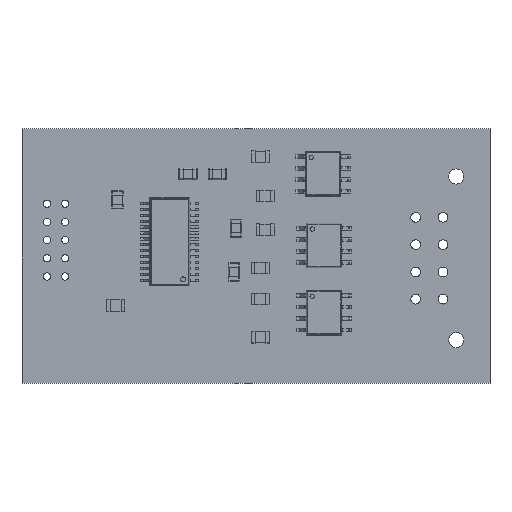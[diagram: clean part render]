
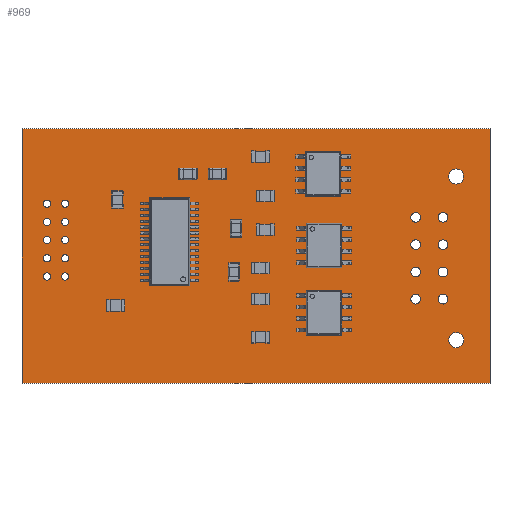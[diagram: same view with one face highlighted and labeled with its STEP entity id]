
A CAD part, top view. The second image highlights one B-rep face of the part: STEP entity #969.
In plain terms, the highlighted planar face has unit normal (0, 0, 1).
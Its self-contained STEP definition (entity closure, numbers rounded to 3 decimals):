
#120 = VERTEX_POINT('',#121);
#121 = CARTESIAN_POINT('',(121.25,38.75,0.411));
#127 = EDGE_CURVE('',#120,#128,#130,.T.);
#128 = VERTEX_POINT('',#129);
#129 = CARTESIAN_POINT('',(172.75,38.75,0.411));
#130 = LINE('',#131,#132);
#131 = CARTESIAN_POINT('',(121.25,38.75,0.411));
#132 = VECTOR('',#133,1.);
#133 = DIRECTION('',(1.,0.,0.));
#158 = EDGE_CURVE('',#128,#159,#161,.T.);
#159 = VERTEX_POINT('',#160);
#160 = CARTESIAN_POINT('',(172.75,66.75,0.411));
#161 = LINE('',#162,#163);
#162 = CARTESIAN_POINT('',(172.75,38.75,0.411));
#163 = VECTOR('',#164,1.);
#164 = DIRECTION('',(0.,1.,0.));
#189 = EDGE_CURVE('',#159,#190,#192,.T.);
#190 = VERTEX_POINT('',#191);
#191 = CARTESIAN_POINT('',(121.25,66.75,0.411));
#192 = LINE('',#193,#194);
#193 = CARTESIAN_POINT('',(172.75,66.75,0.411));
#194 = VECTOR('',#195,1.);
#195 = DIRECTION('',(-1.,0.,0.));
#220 = EDGE_CURVE('',#190,#120,#221,.T.);
#221 = LINE('',#222,#223);
#222 = CARTESIAN_POINT('',(121.25,66.75,0.411));
#223 = VECTOR('',#224,1.);
#224 = DIRECTION('',(0.,-1.,0.));
#244 = VERTEX_POINT('',#245);
#245 = CARTESIAN_POINT('',(124.4,50.5,0.411));
#251 = EDGE_CURVE('',#244,#244,#252,.T.);
#252 = CIRCLE('',#253,0.4);
#253 = AXIS2_PLACEMENT_3D('',#254,#255,#256);
#254 = CARTESIAN_POINT('',(124.,50.5,0.411));
#255 = DIRECTION('',(0.,0.,1.));
#256 = DIRECTION('',(1.,0.,0.));
#277 = VERTEX_POINT('',#278);
#278 = CARTESIAN_POINT('',(124.4,52.5,0.411));
#284 = EDGE_CURVE('',#277,#277,#285,.T.);
#285 = CIRCLE('',#286,0.4);
#286 = AXIS2_PLACEMENT_3D('',#287,#288,#289);
#287 = CARTESIAN_POINT('',(124.,52.5,0.411));
#288 = DIRECTION('',(0.,0.,1.));
#289 = DIRECTION('',(1.,0.,0.));
#310 = VERTEX_POINT('',#311);
#311 = CARTESIAN_POINT('',(126.4,50.5,0.411));
#317 = EDGE_CURVE('',#310,#310,#318,.T.);
#318 = CIRCLE('',#319,0.4);
#319 = AXIS2_PLACEMENT_3D('',#320,#321,#322);
#320 = CARTESIAN_POINT('',(126.,50.5,0.411));
#321 = DIRECTION('',(0.,0.,1.));
#322 = DIRECTION('',(1.,0.,0.));
#343 = VERTEX_POINT('',#344);
#344 = CARTESIAN_POINT('',(124.4,54.5,0.411));
#350 = EDGE_CURVE('',#343,#343,#351,.T.);
#351 = CIRCLE('',#352,0.4);
#352 = AXIS2_PLACEMENT_3D('',#353,#354,#355);
#353 = CARTESIAN_POINT('',(124.,54.5,0.411));
#354 = DIRECTION('',(0.,0.,1.));
#355 = DIRECTION('',(1.,0.,0.));
#376 = VERTEX_POINT('',#377);
#377 = CARTESIAN_POINT('',(126.4,52.5,0.411));
#383 = EDGE_CURVE('',#376,#376,#384,.T.);
#384 = CIRCLE('',#385,0.4);
#385 = AXIS2_PLACEMENT_3D('',#386,#387,#388);
#386 = CARTESIAN_POINT('',(126.,52.5,0.411));
#387 = DIRECTION('',(0.,0.,1.));
#388 = DIRECTION('',(1.,0.,0.));
#409 = VERTEX_POINT('',#410);
#410 = CARTESIAN_POINT('',(124.4,56.5,0.411));
#416 = EDGE_CURVE('',#409,#409,#417,.T.);
#417 = CIRCLE('',#418,0.4);
#418 = AXIS2_PLACEMENT_3D('',#419,#420,#421);
#419 = CARTESIAN_POINT('',(124.,56.5,0.411));
#420 = DIRECTION('',(0.,0.,1.));
#421 = DIRECTION('',(1.,0.,0.));
#442 = VERTEX_POINT('',#443);
#443 = CARTESIAN_POINT('',(124.4,58.5,0.411));
#449 = EDGE_CURVE('',#442,#442,#450,.T.);
#450 = CIRCLE('',#451,0.4);
#451 = AXIS2_PLACEMENT_3D('',#452,#453,#454);
#452 = CARTESIAN_POINT('',(124.,58.5,0.411));
#453 = DIRECTION('',(0.,0.,1.));
#454 = DIRECTION('',(1.,0.,0.));
#475 = VERTEX_POINT('',#476);
#476 = CARTESIAN_POINT('',(126.4,54.5,0.411));
#482 = EDGE_CURVE('',#475,#475,#483,.T.);
#483 = CIRCLE('',#484,0.4);
#484 = AXIS2_PLACEMENT_3D('',#485,#486,#487);
#485 = CARTESIAN_POINT('',(126.,54.5,0.411));
#486 = DIRECTION('',(0.,0.,1.));
#487 = DIRECTION('',(1.,0.,0.));
#508 = VERTEX_POINT('',#509);
#509 = CARTESIAN_POINT('',(126.4,58.5,0.411));
#515 = EDGE_CURVE('',#508,#508,#516,.T.);
#516 = CIRCLE('',#517,0.4);
#517 = AXIS2_PLACEMENT_3D('',#518,#519,#520);
#518 = CARTESIAN_POINT('',(126.,58.5,0.411));
#519 = DIRECTION('',(0.,0.,1.));
#520 = DIRECTION('',(1.,0.,0.));
#541 = VERTEX_POINT('',#542);
#542 = CARTESIAN_POINT('',(126.4,56.5,0.411));
#548 = EDGE_CURVE('',#541,#541,#549,.T.);
#549 = CIRCLE('',#550,0.4);
#550 = AXIS2_PLACEMENT_3D('',#551,#552,#553);
#551 = CARTESIAN_POINT('',(126.,56.5,0.411));
#552 = DIRECTION('',(0.,0.,1.));
#553 = DIRECTION('',(1.,0.,0.));
#574 = VERTEX_POINT('',#575);
#575 = CARTESIAN_POINT('',(165.114,48.,0.411));
#581 = EDGE_CURVE('',#574,#574,#582,.T.);
#582 = CIRCLE('',#583,0.535);
#583 = AXIS2_PLACEMENT_3D('',#584,#585,#586);
#584 = CARTESIAN_POINT('',(164.579,48.,0.411));
#585 = DIRECTION('',(0.,0.,1.));
#586 = DIRECTION('',(1.,0.,0.));
#607 = VERTEX_POINT('',#608);
#608 = CARTESIAN_POINT('',(165.114,51.,0.411));
#614 = EDGE_CURVE('',#607,#607,#615,.T.);
#615 = CIRCLE('',#616,0.535);
#616 = AXIS2_PLACEMENT_3D('',#617,#618,#619);
#617 = CARTESIAN_POINT('',(164.579,51.,0.411));
#618 = DIRECTION('',(0.,0.,1.));
#619 = DIRECTION('',(1.,0.,0.));
#640 = VERTEX_POINT('',#641);
#641 = CARTESIAN_POINT('',(169.864,43.5,0.411));
#647 = EDGE_CURVE('',#640,#640,#648,.T.);
#648 = CIRCLE('',#649,0.835);
#649 = AXIS2_PLACEMENT_3D('',#650,#651,#652);
#650 = CARTESIAN_POINT('',(169.029,43.5,0.411));
#651 = DIRECTION('',(0.,0.,1.));
#652 = DIRECTION('',(1.,0.,0.));
#673 = VERTEX_POINT('',#674);
#674 = CARTESIAN_POINT('',(168.114,51.,0.411));
#680 = EDGE_CURVE('',#673,#673,#681,.T.);
#681 = CIRCLE('',#682,0.535);
#682 = AXIS2_PLACEMENT_3D('',#683,#684,#685);
#683 = CARTESIAN_POINT('',(167.579,51.,0.411));
#684 = DIRECTION('',(0.,0.,1.));
#685 = DIRECTION('',(1.,0.,0.));
#706 = VERTEX_POINT('',#707);
#707 = CARTESIAN_POINT('',(168.114,48.,0.411));
#713 = EDGE_CURVE('',#706,#706,#714,.T.);
#714 = CIRCLE('',#715,0.535);
#715 = AXIS2_PLACEMENT_3D('',#716,#717,#718);
#716 = CARTESIAN_POINT('',(167.579,48.,0.411));
#717 = DIRECTION('',(0.,0.,1.));
#718 = DIRECTION('',(1.,0.,0.));
#739 = VERTEX_POINT('',#740);
#740 = CARTESIAN_POINT('',(165.114,54.,0.411));
#746 = EDGE_CURVE('',#739,#739,#747,.T.);
#747 = CIRCLE('',#748,0.535);
#748 = AXIS2_PLACEMENT_3D('',#749,#750,#751);
#749 = CARTESIAN_POINT('',(164.579,54.,0.411));
#750 = DIRECTION('',(0.,0.,1.));
#751 = DIRECTION('',(1.,0.,0.));
#772 = VERTEX_POINT('',#773);
#773 = CARTESIAN_POINT('',(165.114,57.,0.411));
#779 = EDGE_CURVE('',#772,#772,#780,.T.);
#780 = CIRCLE('',#781,0.535);
#781 = AXIS2_PLACEMENT_3D('',#782,#783,#784);
#782 = CARTESIAN_POINT('',(164.579,57.,0.411));
#783 = DIRECTION('',(0.,0.,1.));
#784 = DIRECTION('',(1.,0.,0.));
#805 = VERTEX_POINT('',#806);
#806 = CARTESIAN_POINT('',(168.114,54.,0.411));
#812 = EDGE_CURVE('',#805,#805,#813,.T.);
#813 = CIRCLE('',#814,0.535);
#814 = AXIS2_PLACEMENT_3D('',#815,#816,#817);
#815 = CARTESIAN_POINT('',(167.579,54.,0.411));
#816 = DIRECTION('',(0.,0.,1.));
#817 = DIRECTION('',(1.,0.,0.));
#838 = VERTEX_POINT('',#839);
#839 = CARTESIAN_POINT('',(168.114,57.,0.411));
#845 = EDGE_CURVE('',#838,#838,#846,.T.);
#846 = CIRCLE('',#847,0.535);
#847 = AXIS2_PLACEMENT_3D('',#848,#849,#850);
#848 = CARTESIAN_POINT('',(167.579,57.,0.411));
#849 = DIRECTION('',(0.,0.,1.));
#850 = DIRECTION('',(1.,0.,0.));
#871 = VERTEX_POINT('',#872);
#872 = CARTESIAN_POINT('',(169.864,61.5,0.411));
#878 = EDGE_CURVE('',#871,#871,#879,.T.);
#879 = CIRCLE('',#880,0.835);
#880 = AXIS2_PLACEMENT_3D('',#881,#882,#883);
#881 = CARTESIAN_POINT('',(169.029,61.5,0.411));
#882 = DIRECTION('',(0.,0.,1.));
#883 = DIRECTION('',(1.,0.,0.));
#969 = ADVANCED_FACE('',(#970,#976,#979,#982,#985,#988,#991,#994,#997,
    #1000,#1003,#1006,#1009,#1012,#1015,#1018,#1021,#1024,#1027,#1030,
    #1033),#1036,.F.);
#970 = FACE_BOUND('',#971,.T.);
#971 = EDGE_LOOP('',(#972,#973,#974,#975));
#972 = ORIENTED_EDGE('',*,*,#127,.T.);
#973 = ORIENTED_EDGE('',*,*,#158,.T.);
#974 = ORIENTED_EDGE('',*,*,#189,.T.);
#975 = ORIENTED_EDGE('',*,*,#220,.T.);
#976 = FACE_BOUND('',#977,.F.);
#977 = EDGE_LOOP('',(#978));
#978 = ORIENTED_EDGE('',*,*,#251,.T.);
#979 = FACE_BOUND('',#980,.F.);
#980 = EDGE_LOOP('',(#981));
#981 = ORIENTED_EDGE('',*,*,#284,.T.);
#982 = FACE_BOUND('',#983,.F.);
#983 = EDGE_LOOP('',(#984));
#984 = ORIENTED_EDGE('',*,*,#317,.T.);
#985 = FACE_BOUND('',#986,.F.);
#986 = EDGE_LOOP('',(#987));
#987 = ORIENTED_EDGE('',*,*,#350,.T.);
#988 = FACE_BOUND('',#989,.F.);
#989 = EDGE_LOOP('',(#990));
#990 = ORIENTED_EDGE('',*,*,#383,.T.);
#991 = FACE_BOUND('',#992,.F.);
#992 = EDGE_LOOP('',(#993));
#993 = ORIENTED_EDGE('',*,*,#416,.T.);
#994 = FACE_BOUND('',#995,.F.);
#995 = EDGE_LOOP('',(#996));
#996 = ORIENTED_EDGE('',*,*,#449,.T.);
#997 = FACE_BOUND('',#998,.F.);
#998 = EDGE_LOOP('',(#999));
#999 = ORIENTED_EDGE('',*,*,#482,.T.);
#1000 = FACE_BOUND('',#1001,.F.);
#1001 = EDGE_LOOP('',(#1002));
#1002 = ORIENTED_EDGE('',*,*,#515,.T.);
#1003 = FACE_BOUND('',#1004,.F.);
#1004 = EDGE_LOOP('',(#1005));
#1005 = ORIENTED_EDGE('',*,*,#548,.T.);
#1006 = FACE_BOUND('',#1007,.F.);
#1007 = EDGE_LOOP('',(#1008));
#1008 = ORIENTED_EDGE('',*,*,#581,.T.);
#1009 = FACE_BOUND('',#1010,.F.);
#1010 = EDGE_LOOP('',(#1011));
#1011 = ORIENTED_EDGE('',*,*,#614,.T.);
#1012 = FACE_BOUND('',#1013,.F.);
#1013 = EDGE_LOOP('',(#1014));
#1014 = ORIENTED_EDGE('',*,*,#647,.T.);
#1015 = FACE_BOUND('',#1016,.F.);
#1016 = EDGE_LOOP('',(#1017));
#1017 = ORIENTED_EDGE('',*,*,#680,.T.);
#1018 = FACE_BOUND('',#1019,.F.);
#1019 = EDGE_LOOP('',(#1020));
#1020 = ORIENTED_EDGE('',*,*,#713,.T.);
#1021 = FACE_BOUND('',#1022,.F.);
#1022 = EDGE_LOOP('',(#1023));
#1023 = ORIENTED_EDGE('',*,*,#746,.T.);
#1024 = FACE_BOUND('',#1025,.F.);
#1025 = EDGE_LOOP('',(#1026));
#1026 = ORIENTED_EDGE('',*,*,#779,.T.);
#1027 = FACE_BOUND('',#1028,.F.);
#1028 = EDGE_LOOP('',(#1029));
#1029 = ORIENTED_EDGE('',*,*,#812,.T.);
#1030 = FACE_BOUND('',#1031,.F.);
#1031 = EDGE_LOOP('',(#1032));
#1032 = ORIENTED_EDGE('',*,*,#845,.T.);
#1033 = FACE_BOUND('',#1034,.F.);
#1034 = EDGE_LOOP('',(#1035));
#1035 = ORIENTED_EDGE('',*,*,#878,.T.);
#1036 = PLANE('',#1037);
#1037 = AXIS2_PLACEMENT_3D('',#1038,#1039,#1040);
#1038 = CARTESIAN_POINT('',(121.25,38.75,0.411));
#1039 = DIRECTION('',(0.,0.,-1.));
#1040 = DIRECTION('',(-1.,0.,0.));
